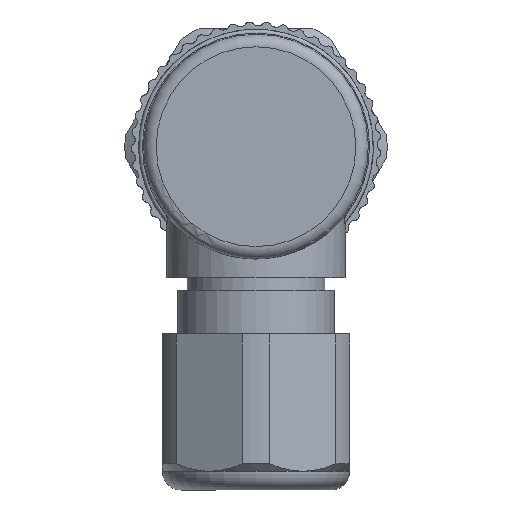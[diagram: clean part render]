
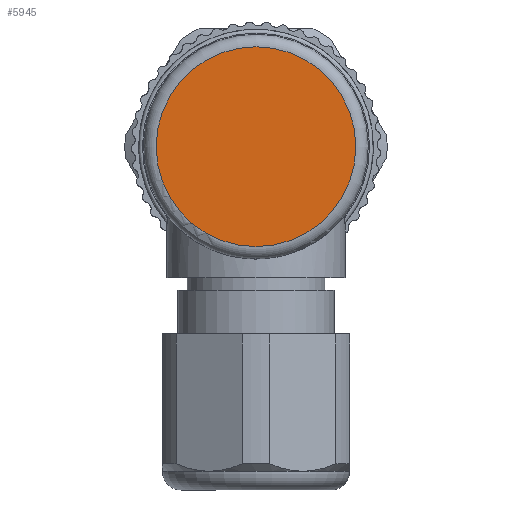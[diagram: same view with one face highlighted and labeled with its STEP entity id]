
A CAD part, left-side view. The second image highlights one B-rep face of the part: STEP entity #5945.
In plain terms, the highlighted planar face has unit normal (-1, 0, 0).
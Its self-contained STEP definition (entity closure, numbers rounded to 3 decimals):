
#624=CIRCLE($,#6632,8.);
#1122=FACE_OUTER_BOUND($,#1474,.T.);
#1474=EDGE_LOOP($,(#4558));
#2748=VERTEX_POINT($,#12840);
#3495=EDGE_CURVE($,#2748,#2748,#624,.T.);
#4558=ORIENTED_EDGE($,*,*,#3495,.T.);
#5804=PLANE($,#6631);
#5945=ADVANCED_FACE($,(#1122),#5804,.T.);
#6631=AXIS2_PLACEMENT_3D($,#12839,#8129,#8130);
#6632=AXIS2_PLACEMENT_3D($,#12841,#8131,#8132);
#8129=DIRECTION('center_axis',(-1.,0.,0.));
#8130=DIRECTION('ref_axis',(0.,0.,-1.));
#8131=DIRECTION('center_axis',(-1.,0.,0.));
#8132=DIRECTION('ref_axis',(0.,1.,0.));
#12839=CARTESIAN_POINT('Origin',(-23.1,7.026,-4.672));
#12840=CARTESIAN_POINT('',(-23.1,7.998,-0.002));
#12841=CARTESIAN_POINT('Origin',(-23.1,-0.002,-0.002));
